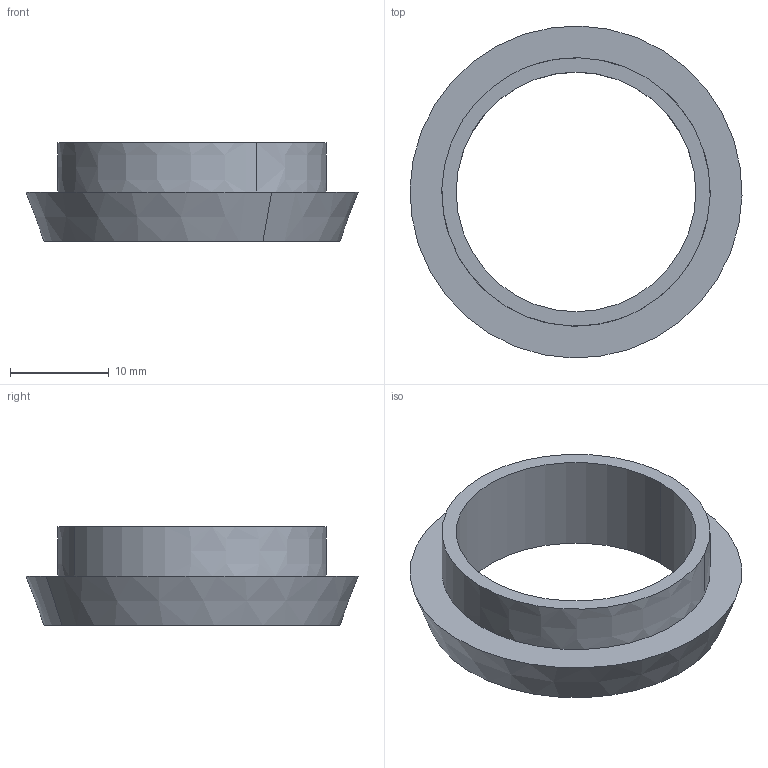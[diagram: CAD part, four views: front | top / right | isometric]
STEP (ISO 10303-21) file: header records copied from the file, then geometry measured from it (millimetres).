
FILE_DESCRIPTION(('CATIA V5 STEP Exchange'),'2;1');
FILE_NAME('tuyere_alu.stp','2020-02-28T11:36:04+00:00',('none'),('none'),'CATIA Version 5 Release 20 GA (IN-10)','CATIA V5 STEP AP203','none');
FILE_SCHEMA(('CONFIG_CONTROL_DESIGN'));
Length unit declared in the file: millimetre
Products named in the file (1): tuyere_alu
Bounding box: 33.66 x 33.66 x 10 mm (x, y, z)
Volume: 2252.8 mm3; surface area: 2392.9 mm2
Topology: 1 solids, 1 shells, 9 faces, 18 edges, 12 vertices
Faces by surface type: plane 3, cylinder 2, extrusion 2, cone 2
Entity records: 344 total; most frequent: CARTESIAN_POINT 122, ORIENTED_EDGE 36, DIRECTION 26, EDGE_CURVE 18, AXIS2_PLACEMENT_3D 14, EDGE_LOOP 12, VERTEX_POINT 12, ADVANCED_FACE 9
